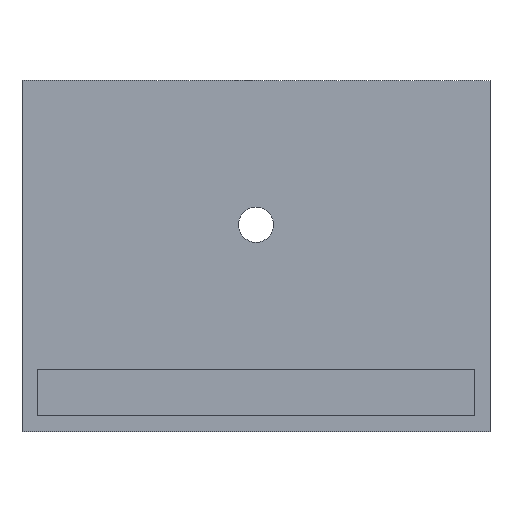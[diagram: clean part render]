
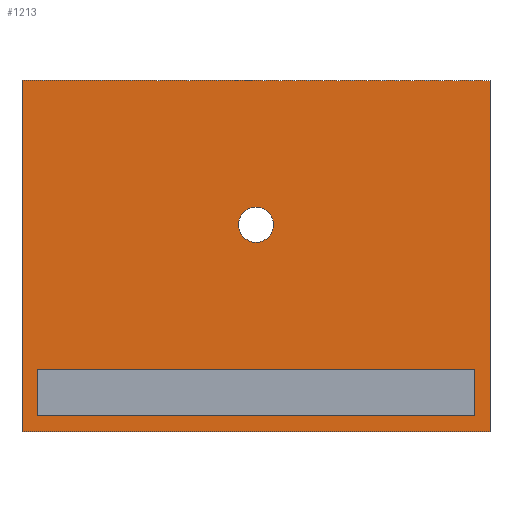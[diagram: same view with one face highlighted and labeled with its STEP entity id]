
A CAD part, front view. The second image highlights one B-rep face of the part: STEP entity #1213.
In plain terms, the highlighted planar face has unit normal (0, -1, 0).
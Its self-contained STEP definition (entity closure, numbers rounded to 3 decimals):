
#6 = CARTESIAN_POINT ( 'NONE',  ( 20., 0., -430. ) ) ;
#16 = EDGE_CURVE ( 'NONE', #464, #761, #160, .T. ) ;
#29 = CIRCLE ( 'NONE', #414, 22.5 ) ;
#39 = ORIENTED_EDGE ( 'NONE', *, *, #338, .F. ) ;
#50 = DIRECTION ( 'NONE',  ( 1., 0., 0. ) ) ;
#80 = DIRECTION ( 'NONE',  ( 0., 1., 0. ) ) ;
#81 = VECTOR ( 'NONE', #1255, 1000. ) ;
#88 = ORIENTED_EDGE ( 'NONE', *, *, #738, .T. ) ;
#90 = FACE_OUTER_BOUND ( 'NONE', #413, .T. ) ;
#128 = CARTESIAN_POINT ( 'NONE',  ( 20., 0., -430. ) ) ;
#131 = VERTEX_POINT ( 'NONE', #1237 ) ;
#145 = CARTESIAN_POINT ( 'NONE',  ( 300., 0., -207.5 ) ) ;
#150 = VERTEX_POINT ( 'NONE', #145 ) ;
#155 = CARTESIAN_POINT ( 'NONE',  ( 0., 0., 0. ) ) ;
#157 = DIRECTION ( 'NONE',  ( 0., 0., -1. ) ) ;
#160 = LINE ( 'NONE', #128, #507 ) ;
#214 = DIRECTION ( 'NONE',  ( 0., 0., 1. ) ) ;
#268 = VERTEX_POINT ( 'NONE', #1114 ) ;
#323 = DIRECTION ( 'NONE',  ( 0., -1., 0. ) ) ;
#338 = EDGE_CURVE ( 'NONE', #131, #1518, #1428, .T. ) ;
#343 = DIRECTION ( 'NONE',  ( -1., 0., 0. ) ) ;
#411 = CARTESIAN_POINT ( 'NONE',  ( 0., 0., 0. ) ) ;
#413 = EDGE_LOOP ( 'NONE', ( #789, #1450, #1233, #39 ) ) ;
#414 = AXIS2_PLACEMENT_3D ( 'NONE', #1538, #80, #157 ) ;
#448 = CIRCLE ( 'NONE', #1486, 22.5 ) ;
#464 = VERTEX_POINT ( 'NONE', #6 ) ;
#492 = VECTOR ( 'NONE', #343, 1000. ) ;
#507 = VECTOR ( 'NONE', #50, 1000. ) ;
#513 = VERTEX_POINT ( 'NONE', #1452 ) ;
#536 = ORIENTED_EDGE ( 'NONE', *, *, #545, .F. ) ;
#545 = EDGE_CURVE ( 'NONE', #761, #1235, #849, .T. ) ;
#605 = FACE_BOUND ( 'NONE', #900, .T. ) ;
#693 = VERTEX_POINT ( 'NONE', #1044 ) ;
#697 = CARTESIAN_POINT ( 'NONE',  ( 600., 0., 0. ) ) ;
#699 = DIRECTION ( 'NONE',  ( 0., 1., 0. ) ) ;
#721 = VECTOR ( 'NONE', #1457, 1000. ) ;
#738 = EDGE_CURVE ( 'NONE', #150, #1130, #29, .T. ) ;
#761 = VERTEX_POINT ( 'NONE', #919 ) ;
#782 = DIRECTION ( 'NONE',  ( 0., 0., -1. ) ) ;
#784 = CARTESIAN_POINT ( 'NONE',  ( 300., 0., -185. ) ) ;
#789 = ORIENTED_EDGE ( 'NONE', *, *, #1553, .F. ) ;
#794 = EDGE_LOOP ( 'NONE', ( #1274, #88 ) ) ;
#849 = LINE ( 'NONE', #1483, #721 ) ;
#860 = AXIS2_PLACEMENT_3D ( 'NONE', #1105, #323, #1515 ) ;
#864 = LINE ( 'NONE', #1287, #1389 ) ;
#872 = LINE ( 'NONE', #1207, #1372 ) ;
#900 = EDGE_LOOP ( 'NONE', ( #1504, #1387, #536, #1322 ) ) ;
#919 = CARTESIAN_POINT ( 'NONE',  ( 580., 0., -430. ) ) ;
#995 = EDGE_CURVE ( 'NONE', #513, #464, #864, .T. ) ;
#1000 = EDGE_CURVE ( 'NONE', #1518, #693, #1191, .T. ) ;
#1044 = CARTESIAN_POINT ( 'NONE',  ( 600., 0., -450. ) ) ;
#1058 = EDGE_CURVE ( 'NONE', #693, #268, #872, .T. ) ;
#1099 = LINE ( 'NONE', #1497, #492 ) ;
#1103 = VECTOR ( 'NONE', #1109, 1000. ) ;
#1105 = CARTESIAN_POINT ( 'NONE',  ( 0., 0., -450. ) ) ;
#1109 = DIRECTION ( 'NONE',  ( 1., 0., 0. ) ) ;
#1114 = CARTESIAN_POINT ( 'NONE',  ( 0., 0., -450. ) ) ;
#1122 = PLANE ( 'NONE',  #860 ) ;
#1130 = VERTEX_POINT ( 'NONE', #1170 ) ;
#1170 = CARTESIAN_POINT ( 'NONE',  ( 300., 0., -162.5 ) ) ;
#1190 = EDGE_CURVE ( 'NONE', #1235, #513, #1099, .T. ) ;
#1191 = LINE ( 'NONE', #1261, #81 ) ;
#1207 = CARTESIAN_POINT ( 'NONE',  ( 0., 0., -450. ) ) ;
#1213 = ADVANCED_FACE ( 'NONE', ( #1437, #605, #90 ), #1122, .T. ) ;
#1216 = DIRECTION ( 'NONE',  ( -1., 0., 0. ) ) ;
#1233 = ORIENTED_EDGE ( 'NONE', *, *, #1000, .F. ) ;
#1235 = VERTEX_POINT ( 'NONE', #1417 ) ;
#1237 = CARTESIAN_POINT ( 'NONE',  ( 0., 0., 0. ) ) ;
#1255 = DIRECTION ( 'NONE',  ( 0., 0., -1. ) ) ;
#1261 = CARTESIAN_POINT ( 'NONE',  ( 600., 0., 0. ) ) ;
#1263 = DIRECTION ( 'NONE',  ( 0., 0., -1. ) ) ;
#1274 = ORIENTED_EDGE ( 'NONE', *, *, #1435, .T. ) ;
#1287 = CARTESIAN_POINT ( 'NONE',  ( 20., 0., -430. ) ) ;
#1322 = ORIENTED_EDGE ( 'NONE', *, *, #16, .F. ) ;
#1372 = VECTOR ( 'NONE', #1216, 1000. ) ;
#1386 = LINE ( 'NONE', #411, #1499 ) ;
#1387 = ORIENTED_EDGE ( 'NONE', *, *, #1190, .F. ) ;
#1389 = VECTOR ( 'NONE', #1263, 1000. ) ;
#1417 = CARTESIAN_POINT ( 'NONE',  ( 580., 0., -370. ) ) ;
#1428 = LINE ( 'NONE', #155, #1103 ) ;
#1435 = EDGE_CURVE ( 'NONE', #1130, #150, #448, .T. ) ;
#1437 = FACE_BOUND ( 'NONE', #794, .T. ) ;
#1450 = ORIENTED_EDGE ( 'NONE', *, *, #1058, .F. ) ;
#1452 = CARTESIAN_POINT ( 'NONE',  ( 20., 0., -370. ) ) ;
#1457 = DIRECTION ( 'NONE',  ( 0., 0., 1. ) ) ;
#1483 = CARTESIAN_POINT ( 'NONE',  ( 580., 0., -430. ) ) ;
#1486 = AXIS2_PLACEMENT_3D ( 'NONE', #784, #699, #782 ) ;
#1497 = CARTESIAN_POINT ( 'NONE',  ( 20., 0., -370. ) ) ;
#1499 = VECTOR ( 'NONE', #214, 1000. ) ;
#1504 = ORIENTED_EDGE ( 'NONE', *, *, #995, .F. ) ;
#1515 = DIRECTION ( 'NONE',  ( 0., 0., -1. ) ) ;
#1518 = VERTEX_POINT ( 'NONE', #697 ) ;
#1538 = CARTESIAN_POINT ( 'NONE',  ( 300., 0., -185. ) ) ;
#1553 = EDGE_CURVE ( 'NONE', #268, #131, #1386, .T. ) ;
